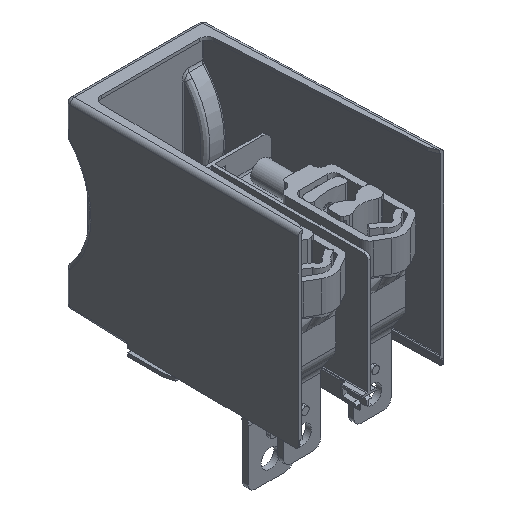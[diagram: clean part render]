
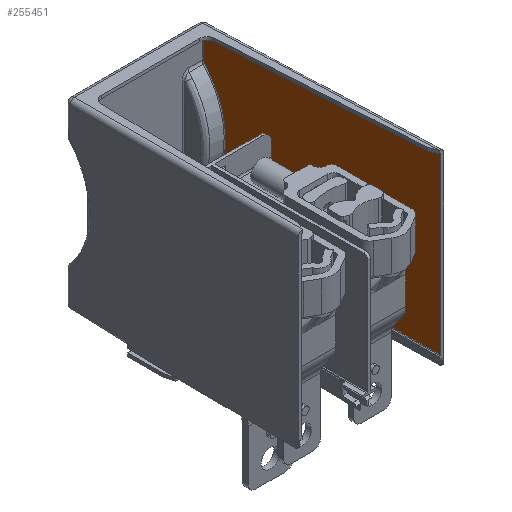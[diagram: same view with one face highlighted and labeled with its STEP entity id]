
A CAD part, isometric view. The second image highlights one B-rep face of the part: STEP entity #255451.
In plain terms, the highlighted face is planar.
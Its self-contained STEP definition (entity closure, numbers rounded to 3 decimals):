
#220172=CARTESIAN_POINT('',(-457.5,613.558,
-44.288));
#220173=CARTESIAN_POINT('',(-457.54,613.593,
-44.288));
#220174=CARTESIAN_POINT('',(-457.624,613.66,
-44.287));
#220175=CARTESIAN_POINT('',(-457.756,613.753,
-44.285));
#220176=CARTESIAN_POINT('',(-457.895,613.835,
-44.284));
#220177=CARTESIAN_POINT('',(-458.039,613.907,
-44.282));
#220178=CARTESIAN_POINT('',(-458.188,613.969,
-44.281));
#220179=CARTESIAN_POINT('',(-458.34,614.02,
-44.28));
#220180=CARTESIAN_POINT('',(-458.497,614.06,
-44.28));
#220181=CARTESIAN_POINT('',(-458.655,614.089,
-44.279));
#220182=CARTESIAN_POINT('',(-458.816,614.106,
-44.279));
#220183=CARTESIAN_POINT('',(-458.923,614.11,
-44.279));
#220184=CARTESIAN_POINT('',(-458.977,614.11,
-44.279));
#220189=CARTESIAN_POINT('',(-382.646,613.499,
-44.289));
#220190=CARTESIAN_POINT('',(-383.124,613.084,
-44.297));
#220191=CARTESIAN_POINT('',(-384.093,612.272,
-44.311));
#220192=CARTESIAN_POINT('',(-385.588,611.1,
-44.331));
#220193=CARTESIAN_POINT('',(-387.121,609.98,
-44.351));
#220194=CARTESIAN_POINT('',(-388.69,608.911,
-44.37));
#220195=CARTESIAN_POINT('',(-390.293,607.895,
-44.387));
#220196=CARTESIAN_POINT('',(-391.93,606.932,
-44.404));
#220197=CARTESIAN_POINT('',(-393.597,606.025,
-44.42));
#220198=CARTESIAN_POINT('',(-395.294,605.174,
-44.435));
#220199=CARTESIAN_POINT('',(-397.018,604.379,
-44.449));
#220200=CARTESIAN_POINT('',(-398.768,603.643,
-44.462));
#220201=CARTESIAN_POINT('',(-400.541,602.965,
-44.473));
#220202=CARTESIAN_POINT('',(-402.335,602.346,
-44.484));
#220203=CARTESIAN_POINT('',(-404.15,601.787,
-44.494));
#220204=CARTESIAN_POINT('',(-405.982,601.289,
-44.503));
#220205=CARTESIAN_POINT('',(-407.829,600.852,
-44.51));
#220206=CARTESIAN_POINT('',(-409.69,600.477,
-44.517));
#220207=CARTESIAN_POINT('',(-411.562,600.164,
-44.522));
#220208=CARTESIAN_POINT('',(-413.444,599.913,
-44.527));
#220209=CARTESIAN_POINT('',(-415.333,599.726,
-44.53));
#220210=CARTESIAN_POINT('',(-417.227,599.6,
-44.532));
#220211=CARTESIAN_POINT('',(-419.124,599.538,
-44.533));
#220212=CARTESIAN_POINT('',(-421.022,599.54,
-44.533));
#220213=CARTESIAN_POINT('',(-422.92,599.604,
-44.532));
#220214=CARTESIAN_POINT('',(-424.814,599.731,
-44.53));
#220215=CARTESIAN_POINT('',(-426.702,599.921,
-44.526));
#220216=CARTESIAN_POINT('',(-428.584,600.174,
-44.522));
#220217=CARTESIAN_POINT('',(-430.456,600.49,
-44.517));
#220218=CARTESIAN_POINT('',(-432.316,600.867,
-44.51));
#220219=CARTESIAN_POINT('',(-434.163,601.306,
-44.502));
#220220=CARTESIAN_POINT('',(-435.994,601.806,
-44.494));
#220221=CARTESIAN_POINT('',(-437.808,602.367,
-44.484));
#220222=CARTESIAN_POINT('',(-439.602,602.988,
-44.473));
#220223=CARTESIAN_POINT('',(-441.374,603.668,
-44.461));
#220224=CARTESIAN_POINT('',(-443.123,604.407,
-44.448));
#220225=CARTESIAN_POINT('',(-444.846,605.204,
-44.434));
#220226=CARTESIAN_POINT('',(-446.542,606.057,
-44.419));
#220227=CARTESIAN_POINT('',(-448.208,606.966,
-44.404));
#220228=CARTESIAN_POINT('',(-449.843,607.93,
-44.387));
#220229=CARTESIAN_POINT('',(-451.446,608.949,
-44.369));
#220230=CARTESIAN_POINT('',(-453.014,610.019,
-44.35));
#220231=CARTESIAN_POINT('',(-454.545,611.142,
-44.331));
#220232=CARTESIAN_POINT('',(-456.045,612.32,
-44.31));
#220233=CARTESIAN_POINT('',(-457.019,613.139,
-44.296));
#220234=CARTESIAN_POINT('',(-457.5,613.558,
-44.288));
#220239=CARTESIAN_POINT('',(-381.008,614.11,
-44.279));
#220240=CARTESIAN_POINT('',(-381.068,614.11,
-44.279));
#220241=CARTESIAN_POINT('',(-381.187,614.106,
-44.279));
#220242=CARTESIAN_POINT('',(-381.365,614.087,
-44.279));
#220243=CARTESIAN_POINT('',(-381.54,614.055,
-44.28));
#220244=CARTESIAN_POINT('',(-381.714,614.011,
-44.281));
#220245=CARTESIAN_POINT('',(-381.883,613.954,
-44.282));
#220246=CARTESIAN_POINT('',(-382.048,613.886,
-44.283));
#220247=CARTESIAN_POINT('',(-382.208,613.806,
-44.284));
#220248=CARTESIAN_POINT('',(-382.362,613.715,
-44.286));
#220249=CARTESIAN_POINT('',(-382.509,613.613,
-44.288));
#220250=CARTESIAN_POINT('',(-382.601,613.538,
-44.289));
#220251=CARTESIAN_POINT('',(-382.646,613.499,
-44.289));
#220256=DIRECTION('',(-1.,0.,0.));
#220257=VECTOR('',#220256,19.733);
#220258=CARTESIAN_POINT('',(-361.275,614.11,
-44.279));
#220259=LINE('',#220258,#220257);
#220263=DIRECTION('',(-0.017,1.,0.017));
#220264=VECTOR('',#220263,157.177);
#220265=CARTESIAN_POINT('',(-358.532,456.981,
-47.022));
#220266=LINE('',#220265,#220264);
#220270=DIRECTION('',(-0.009,-1.,
-0.017));
#220271=VECTOR('',#220270,157.159);
#220272=CARTESIAN_POINT('',(-474.346,614.11,
-44.279));
#220273=LINE('',#220272,#220271);
#220277=DIRECTION('',(-1.,0.,0.));
#220278=VECTOR('',#220277,15.369);
#220279=CARTESIAN_POINT('',(-458.977,614.11,
-44.279));
#220280=LINE('',#220279,#220278);
#221448=DIRECTION('',(1.,0.,0.));
#221449=VECTOR('',#221448,117.184);
#221450=CARTESIAN_POINT('',(-475.716,456.981,
-47.022));
#221451=LINE('',#221450,#221449);
#249020=CARTESIAN_POINT('',(-474.346,614.11,
-44.279));
#249021=CARTESIAN_POINT('',(-475.716,456.981,
-47.022));
#249022=VERTEX_POINT('',#249020);
#249023=VERTEX_POINT('',#249021);
#249032=CARTESIAN_POINT('',(-358.532,456.981,
-47.022));
#249033=CARTESIAN_POINT('',(-361.275,614.11,
-44.279));
#249034=VERTEX_POINT('',#249032);
#249035=VERTEX_POINT('',#249033);
#249064=CARTESIAN_POINT('',(-457.5,613.558,
-44.288));
#249065=VERTEX_POINT('',#249064);
#249066=VERTEX_POINT('',#220184);
#249067=CARTESIAN_POINT('',(-381.008,614.11,
-44.279));
#249068=VERTEX_POINT('',#249067);
#249069=VERTEX_POINT('',#220251);
#255428=CARTESIAN_POINT('',(-436.12,459.446,
-46.978));
#255429=DIRECTION('',(0.,0.017,-1.));
#255430=DIRECTION('',(0.,-1.,-0.017));
#255431=AXIS2_PLACEMENT_3D('',#255428,#255429,#255430);
#255432=PLANE('',#255431);
#255434=ORIENTED_EDGE('',*,*,#255433,.F.);
#255436=ORIENTED_EDGE('',*,*,#255435,.F.);
#255438=ORIENTED_EDGE('',*,*,#255437,.F.);
#255440=ORIENTED_EDGE('',*,*,#255439,.F.);
#255442=ORIENTED_EDGE('',*,*,#255441,.F.);
#255444=ORIENTED_EDGE('',*,*,#255443,.F.);
#255446=ORIENTED_EDGE('',*,*,#255445,.F.);
#255448=ORIENTED_EDGE('',*,*,#255447,.F.);
#255449=EDGE_LOOP('',(#255434,#255436,#255438,#255440,#255442,#255444,#255446,
#255448));
#255450=FACE_OUTER_BOUND('',#255449,.F.);
#220185=B_SPLINE_CURVE_WITH_KNOTS('',3,(#220172,#220173,#220174,#220175,#220176,
#220177,#220178,#220179,#220180,#220181,#220182,#220183,#220184),.UNSPECIFIED.,
.F.,.F.,(4,1,1,1,1,1,1,1,1,1,4),(0.,0.1,0.2,0.3,0.4,0.5,0.6,0.7,
0.8,0.9,1.),.UNSPECIFIED.);
#220235=B_SPLINE_CURVE_WITH_KNOTS('',3,(#220189,#220190,#220191,#220192,#220193,
#220194,#220195,#220196,#220197,#220198,#220199,#220200,#220201,#220202,#220203,
#220204,#220205,#220206,#220207,#220208,#220209,#220210,#220211,#220212,#220213,
#220214,#220215,#220216,#220217,#220218,#220219,#220220,#220221,#220222,#220223,
#220224,#220225,#220226,#220227,#220228,#220229,#220230,#220231,#220232,#220233,
#220234),.UNSPECIFIED.,.F.,.F.,(4,1,1,1,1,1,1,1,1,1,1,1,1,1,1,1,1,1,1,1,1,1,1,1,
1,1,1,1,1,1,1,1,1,1,1,1,1,1,1,1,1,1,1,4),(0.,0.023,
0.047,0.07,0.093,0.116,
0.14,0.163,0.186,0.209,
0.233,0.256,0.279,0.302,
0.326,0.349,0.372,0.395,
0.419,0.442,0.465,0.488,
0.512,0.535,0.558,0.581,
0.605,0.628,0.651,0.674,
0.698,0.721,0.744,0.767,
0.791,0.814,0.837,0.86,
0.884,0.907,0.93,0.953,
0.977,1.),.UNSPECIFIED.);
#220252=B_SPLINE_CURVE_WITH_KNOTS('',3,(#220239,#220240,#220241,#220242,#220243,
#220244,#220245,#220246,#220247,#220248,#220249,#220250,#220251),.UNSPECIFIED.,
.F.,.F.,(4,1,1,1,1,1,1,1,1,1,4),(0.,0.1,0.2,0.3,0.4,0.5,0.6,0.7,
0.8,0.9,1.),.UNSPECIFIED.);
#255433=EDGE_CURVE('',#249065,#249066,#220185,.T.);
#255435=EDGE_CURVE('',#249069,#249065,#220235,.T.);
#255437=EDGE_CURVE('',#249068,#249069,#220252,.T.);
#255439=EDGE_CURVE('',#249035,#249068,#220259,.T.);
#255441=EDGE_CURVE('',#249034,#249035,#220266,.T.);
#255443=EDGE_CURVE('',#249023,#249034,#221451,.T.);
#255445=EDGE_CURVE('',#249022,#249023,#220273,.T.);
#255447=EDGE_CURVE('',#249066,#249022,#220280,.T.);
#255451=ADVANCED_FACE('',(#255450),#255432,.F.);
